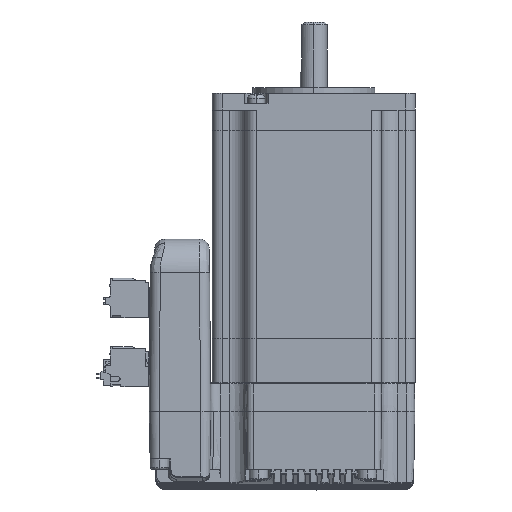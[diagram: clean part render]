
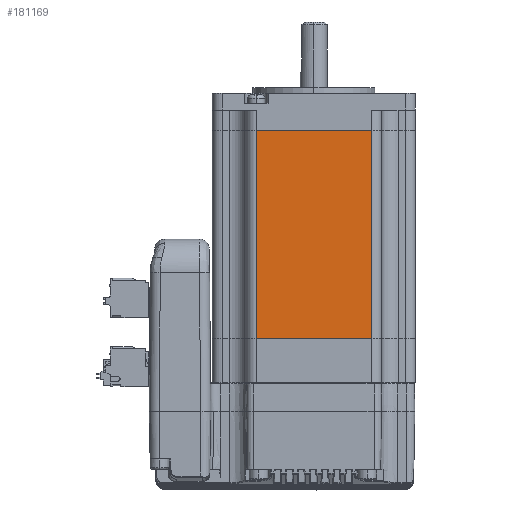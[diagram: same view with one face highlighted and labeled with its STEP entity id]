
A CAD part, left-side view. The second image highlights one B-rep face of the part: STEP entity #181169.
In plain terms, the highlighted planar face has unit normal (-1, 0, 0).
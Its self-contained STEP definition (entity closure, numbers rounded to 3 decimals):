
#2734 = VECTOR ( 'NONE', #141213, 1000. ) ;
#10041 = CARTESIAN_POINT ( 'NONE',  ( -30., 17., 61.5 ) ) ;
#14258 = CARTESIAN_POINT ( 'NONE',  ( -30., -17., 0. ) ) ;
#20710 = VECTOR ( 'NONE', #39233, 1000. ) ;
#21146 = VECTOR ( 'NONE', #168007, 1000. ) ;
#26006 = CARTESIAN_POINT ( 'NONE',  ( -30., 17., 63. ) ) ;
#28483 = LINE ( 'NONE', #33719, #103383 ) ;
#32540 = EDGE_LOOP ( 'NONE', ( #121588, #132880, #163121, #69392 ) ) ;
#33719 = CARTESIAN_POINT ( 'NONE',  ( -30., -17., 63. ) ) ;
#39233 = DIRECTION ( 'NONE',  ( 0., 1., 0. ) ) ;
#40199 = DIRECTION ( 'NONE',  ( 0., 1., 0. ) ) ;
#40255 = LINE ( 'NONE', #127108, #2734 ) ;
#40374 = VERTEX_POINT ( 'NONE', #41349 ) ;
#41349 = CARTESIAN_POINT ( 'NONE',  ( -30., 17., 0. ) ) ;
#51674 = AXIS2_PLACEMENT_3D ( 'NONE', #26006, #124580, #40199 ) ;
#54242 = LINE ( 'NONE', #98349, #21146 ) ;
#69392 = ORIENTED_EDGE ( 'NONE', *, *, #115219, .F. ) ;
#80905 = EDGE_CURVE ( 'NONE', #179636, #40374, #40255, .T. ) ;
#94487 = VERTEX_POINT ( 'NONE', #179364 ) ;
#98349 = CARTESIAN_POINT ( 'NONE',  ( -30., 17., 63. ) ) ;
#103383 = VECTOR ( 'NONE', #145810, 1000. ) ;
#108013 = VERTEX_POINT ( 'NONE', #10041 ) ;
#110343 = PLANE ( 'NONE',  #51674 ) ;
#115219 = EDGE_CURVE ( 'NONE', #94487, #179636, #28483, .T. ) ;
#121588 = ORIENTED_EDGE ( 'NONE', *, *, #125875, .T. ) ;
#124580 = DIRECTION ( 'NONE',  ( 1., 0., 0. ) ) ;
#125875 = EDGE_CURVE ( 'NONE', #94487, #108013, #137519, .T. ) ;
#127108 = CARTESIAN_POINT ( 'NONE',  ( -30., 17., 0. ) ) ;
#132880 = ORIENTED_EDGE ( 'NONE', *, *, #172014, .F. ) ;
#137519 = LINE ( 'NONE', #180821, #20710 ) ;
#141213 = DIRECTION ( 'NONE',  ( 0., 1., 0. ) ) ;
#145810 = DIRECTION ( 'NONE',  ( 0., 0., -1. ) ) ;
#163121 = ORIENTED_EDGE ( 'NONE', *, *, #80905, .F. ) ;
#167590 = FACE_OUTER_BOUND ( 'NONE', #32540, .T. ) ;
#168007 = DIRECTION ( 'NONE',  ( 0., 0., 1. ) ) ;
#172014 = EDGE_CURVE ( 'NONE', #40374, #108013, #54242, .T. ) ;
#179364 = CARTESIAN_POINT ( 'NONE',  ( -30., -17., 61.5 ) ) ;
#179636 = VERTEX_POINT ( 'NONE', #14258 ) ;
#180821 = CARTESIAN_POINT ( 'NONE',  ( -30., 27., 61.5 ) ) ;
#181169 = ADVANCED_FACE ( 'NONE', ( #167590 ), #110343, .F. ) ;
